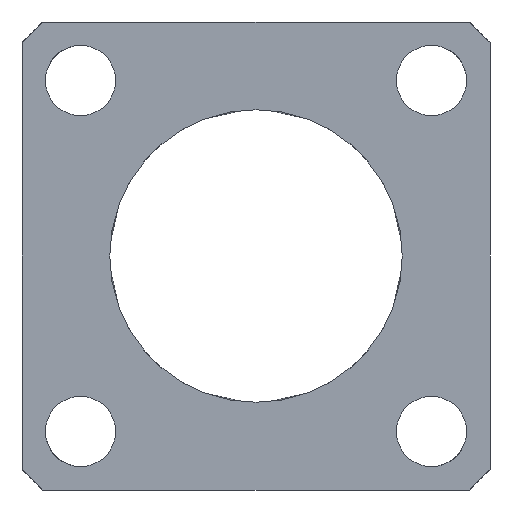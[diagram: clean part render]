
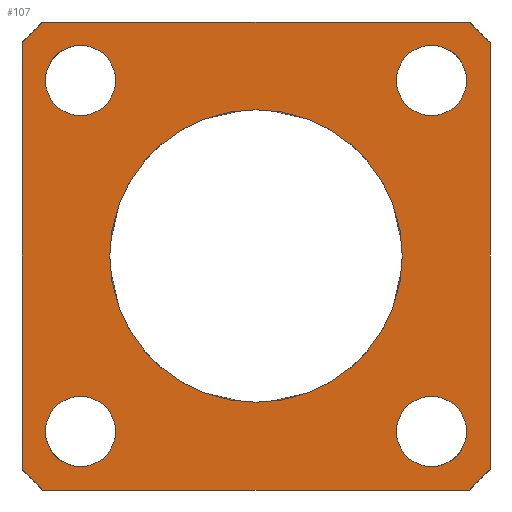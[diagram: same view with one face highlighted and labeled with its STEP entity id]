
A CAD part, front view. The second image highlights one B-rep face of the part: STEP entity #107.
In plain terms, the highlighted planar face has unit normal (0, -1, 0).
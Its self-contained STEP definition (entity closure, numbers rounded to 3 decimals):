
#107 = ADVANCED_FACE('',(#108,#174,#194,#214,#234,#254),#274,.T.);
#108 = FACE_BOUND('',#109,.T.);
#109 = EDGE_LOOP('',(#110,#120,#128,#136,#144,#152,#160,#168));
#110 = ORIENTED_EDGE('',*,*,#111,.F.);
#111 = EDGE_CURVE('',#112,#114,#116,.T.);
#112 = VERTEX_POINT('',#113);
#113 = CARTESIAN_POINT('',(-386.081,-66.569,469.444)
  );
#114 = VERTEX_POINT('',#115);
#115 = CARTESIAN_POINT('',(-422.545,-66.569,469.444)
  );
#116 = LINE('',#117,#118);
#117 = CARTESIAN_POINT('',(-422.545,-66.569,469.444)
  );
#118 = VECTOR('',#119,1.);
#119 = DIRECTION('',(-1.,0.,0.));
#120 = ORIENTED_EDGE('',*,*,#121,.T.);
#121 = EDGE_CURVE('',#112,#122,#124,.T.);
#122 = VERTEX_POINT('',#123);
#123 = CARTESIAN_POINT('',(-384.313,-66.569,471.212));
#124 = LINE('',#125,#126);
#125 = CARTESIAN_POINT('',(-384.313,-66.569,471.212));
#126 = VECTOR('',#127,1.);
#127 = DIRECTION('',(0.707,0.,0.707));
#128 = ORIENTED_EDGE('',*,*,#129,.F.);
#129 = EDGE_CURVE('',#130,#122,#132,.T.);
#130 = VERTEX_POINT('',#131);
#131 = CARTESIAN_POINT('',(-384.313,-66.569,507.676));
#132 = LINE('',#133,#134);
#133 = CARTESIAN_POINT('',(-384.313,-66.569,471.212));
#134 = VECTOR('',#135,1.);
#135 = DIRECTION('',(0.,0.,-1.));
#136 = ORIENTED_EDGE('',*,*,#137,.T.);
#137 = EDGE_CURVE('',#130,#138,#140,.T.);
#138 = VERTEX_POINT('',#139);
#139 = CARTESIAN_POINT('',(-386.081,-66.569,509.444)
  );
#140 = LINE('',#141,#142);
#141 = CARTESIAN_POINT('',(-386.081,-66.569,509.444)
  );
#142 = VECTOR('',#143,1.);
#143 = DIRECTION('',(-0.707,0.,0.707));
#144 = ORIENTED_EDGE('',*,*,#145,.F.);
#145 = EDGE_CURVE('',#146,#138,#148,.T.);
#146 = VERTEX_POINT('',#147);
#147 = CARTESIAN_POINT('',(-422.545,-66.569,509.444)
  );
#148 = LINE('',#149,#150);
#149 = CARTESIAN_POINT('',(-386.081,-66.569,509.444)
  );
#150 = VECTOR('',#151,1.);
#151 = DIRECTION('',(1.,0.,0.));
#152 = ORIENTED_EDGE('',*,*,#153,.T.);
#153 = EDGE_CURVE('',#146,#154,#156,.T.);
#154 = VERTEX_POINT('',#155);
#155 = CARTESIAN_POINT('',(-424.313,-66.569,507.676));
#156 = LINE('',#157,#158);
#157 = CARTESIAN_POINT('',(-424.313,-66.569,507.676));
#158 = VECTOR('',#159,1.);
#159 = DIRECTION('',(-0.707,0.,-0.707));
#160 = ORIENTED_EDGE('',*,*,#161,.F.);
#161 = EDGE_CURVE('',#162,#154,#164,.T.);
#162 = VERTEX_POINT('',#163);
#163 = CARTESIAN_POINT('',(-424.313,-66.569,471.212));
#164 = LINE('',#165,#166);
#165 = CARTESIAN_POINT('',(-424.313,-66.569,507.676));
#166 = VECTOR('',#167,1.);
#167 = DIRECTION('',(0.,0.,1.));
#168 = ORIENTED_EDGE('',*,*,#169,.T.);
#169 = EDGE_CURVE('',#162,#114,#170,.T.);
#170 = LINE('',#171,#172);
#171 = CARTESIAN_POINT('',(-422.545,-66.569,469.444)
  );
#172 = VECTOR('',#173,1.);
#173 = DIRECTION('',(0.707,0.,-0.707));
#174 = FACE_BOUND('',#175,.T.);
#175 = EDGE_LOOP('',(#176,#187));
#176 = ORIENTED_EDGE('',*,*,#177,.F.);
#177 = EDGE_CURVE('',#178,#180,#182,.T.);
#178 = VERTEX_POINT('',#179);
#179 = CARTESIAN_POINT('',(-404.313,-66.569,501.944));
#180 = VERTEX_POINT('',#181);
#181 = CARTESIAN_POINT('',(-404.313,-66.569,476.944));
#182 = CIRCLE('',#183,12.5);
#183 = AXIS2_PLACEMENT_3D('',#184,#185,#186);
#184 = CARTESIAN_POINT('',(-404.313,-66.569,489.444));
#185 = DIRECTION('',(0.,-1.,0.));
#186 = DIRECTION('',(0.,0.,-1.));
#187 = ORIENTED_EDGE('',*,*,#188,.F.);
#188 = EDGE_CURVE('',#180,#178,#189,.T.);
#189 = CIRCLE('',#190,12.5);
#190 = AXIS2_PLACEMENT_3D('',#191,#192,#193);
#191 = CARTESIAN_POINT('',(-404.313,-66.569,489.444));
#192 = DIRECTION('',(0.,-1.,0.));
#193 = DIRECTION('',(0.,0.,-1.));
#194 = FACE_BOUND('',#195,.T.);
#195 = EDGE_LOOP('',(#196,#207));
#196 = ORIENTED_EDGE('',*,*,#197,.F.);
#197 = EDGE_CURVE('',#198,#200,#202,.T.);
#198 = VERTEX_POINT('',#199);
#199 = CARTESIAN_POINT('',(-419.313,-66.569,477.444));
#200 = VERTEX_POINT('',#201);
#201 = CARTESIAN_POINT('',(-419.313,-66.569,471.444));
#202 = CIRCLE('',#203,3.);
#203 = AXIS2_PLACEMENT_3D('',#204,#205,#206);
#204 = CARTESIAN_POINT('',(-419.313,-66.569,474.444));
#205 = DIRECTION('',(0.,-1.,0.));
#206 = DIRECTION('',(0.,0.,-1.));
#207 = ORIENTED_EDGE('',*,*,#208,.F.);
#208 = EDGE_CURVE('',#200,#198,#209,.T.);
#209 = CIRCLE('',#210,3.);
#210 = AXIS2_PLACEMENT_3D('',#211,#212,#213);
#211 = CARTESIAN_POINT('',(-419.313,-66.569,474.444));
#212 = DIRECTION('',(0.,-1.,0.));
#213 = DIRECTION('',(0.,0.,-1.));
#214 = FACE_BOUND('',#215,.T.);
#215 = EDGE_LOOP('',(#216,#227));
#216 = ORIENTED_EDGE('',*,*,#217,.F.);
#217 = EDGE_CURVE('',#218,#220,#222,.T.);
#218 = VERTEX_POINT('',#219);
#219 = CARTESIAN_POINT('',(-389.313,-66.569,477.444));
#220 = VERTEX_POINT('',#221);
#221 = CARTESIAN_POINT('',(-389.313,-66.569,471.444));
#222 = CIRCLE('',#223,3.);
#223 = AXIS2_PLACEMENT_3D('',#224,#225,#226);
#224 = CARTESIAN_POINT('',(-389.313,-66.569,474.444));
#225 = DIRECTION('',(0.,-1.,0.));
#226 = DIRECTION('',(0.,0.,-1.));
#227 = ORIENTED_EDGE('',*,*,#228,.F.);
#228 = EDGE_CURVE('',#220,#218,#229,.T.);
#229 = CIRCLE('',#230,3.);
#230 = AXIS2_PLACEMENT_3D('',#231,#232,#233);
#231 = CARTESIAN_POINT('',(-389.313,-66.569,474.444));
#232 = DIRECTION('',(0.,-1.,0.));
#233 = DIRECTION('',(0.,0.,-1.));
#234 = FACE_BOUND('',#235,.T.);
#235 = EDGE_LOOP('',(#236,#247));
#236 = ORIENTED_EDGE('',*,*,#237,.F.);
#237 = EDGE_CURVE('',#238,#240,#242,.T.);
#238 = VERTEX_POINT('',#239);
#239 = CARTESIAN_POINT('',(-389.313,-66.569,507.444));
#240 = VERTEX_POINT('',#241);
#241 = CARTESIAN_POINT('',(-389.313,-66.569,501.444));
#242 = CIRCLE('',#243,3.);
#243 = AXIS2_PLACEMENT_3D('',#244,#245,#246);
#244 = CARTESIAN_POINT('',(-389.313,-66.569,504.444));
#245 = DIRECTION('',(0.,-1.,0.));
#246 = DIRECTION('',(0.,0.,-1.));
#247 = ORIENTED_EDGE('',*,*,#248,.F.);
#248 = EDGE_CURVE('',#240,#238,#249,.T.);
#249 = CIRCLE('',#250,3.);
#250 = AXIS2_PLACEMENT_3D('',#251,#252,#253);
#251 = CARTESIAN_POINT('',(-389.313,-66.569,504.444));
#252 = DIRECTION('',(0.,-1.,0.));
#253 = DIRECTION('',(0.,0.,-1.));
#254 = FACE_BOUND('',#255,.T.);
#255 = EDGE_LOOP('',(#256,#267));
#256 = ORIENTED_EDGE('',*,*,#257,.F.);
#257 = EDGE_CURVE('',#258,#260,#262,.T.);
#258 = VERTEX_POINT('',#259);
#259 = CARTESIAN_POINT('',(-419.313,-66.569,507.444));
#260 = VERTEX_POINT('',#261);
#261 = CARTESIAN_POINT('',(-419.313,-66.569,501.444));
#262 = CIRCLE('',#263,3.);
#263 = AXIS2_PLACEMENT_3D('',#264,#265,#266);
#264 = CARTESIAN_POINT('',(-419.313,-66.569,504.444));
#265 = DIRECTION('',(0.,-1.,0.));
#266 = DIRECTION('',(0.,0.,-1.));
#267 = ORIENTED_EDGE('',*,*,#268,.F.);
#268 = EDGE_CURVE('',#260,#258,#269,.T.);
#269 = CIRCLE('',#270,3.);
#270 = AXIS2_PLACEMENT_3D('',#271,#272,#273);
#271 = CARTESIAN_POINT('',(-419.313,-66.569,504.444));
#272 = DIRECTION('',(0.,-1.,0.));
#273 = DIRECTION('',(0.,0.,-1.));
#274 = PLANE('',#275);
#275 = AXIS2_PLACEMENT_3D('',#276,#277,#278);
#276 = CARTESIAN_POINT('',(-384.313,-66.569,507.676));
#277 = DIRECTION('',(0.,-1.,0.));
#278 = DIRECTION('',(0.,0.,-1.));
